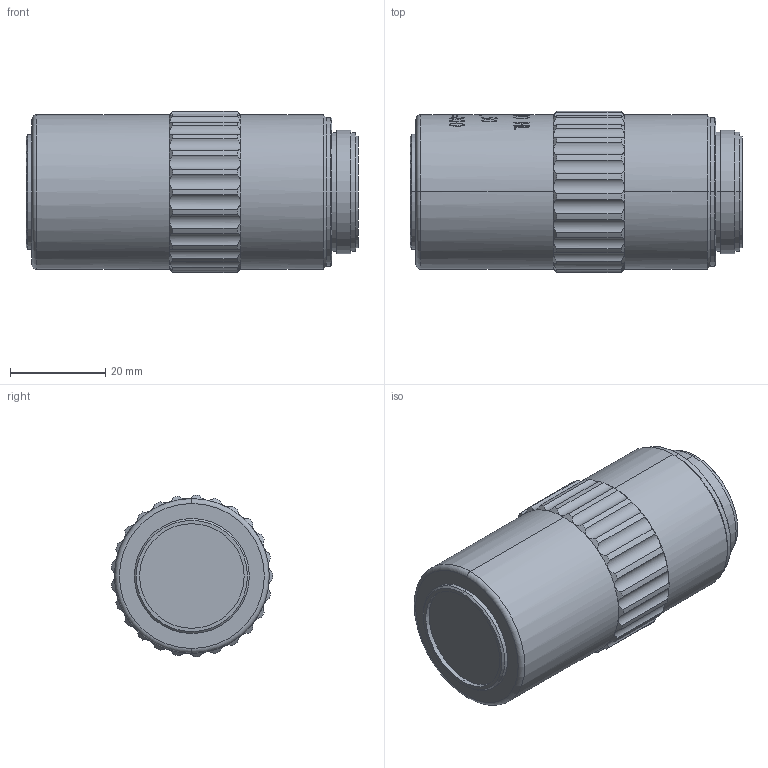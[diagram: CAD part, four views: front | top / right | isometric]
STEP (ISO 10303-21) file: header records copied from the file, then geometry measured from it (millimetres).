
FILE_DESCRIPTION (( 'STEP AP214' ), '1' );
FILE_NAME ('690018湍攷.STEP', '2022-04-07T06:00:52', ( '' ), ( '' ), 'SwSTEP 2.0', 'SolidWorks 2020', '' );
FILE_SCHEMA (( 'AUTOMOTIVE_DESIGN' ));
Length unit declared in the file: millimetre
Products named in the file (1): 690018湍攷
Bounding box: 69.85 x 33.93 x 33.99 mm (x, y, z)
Volume: 55762.3 mm3; surface area: 9065.9 mm2
Topology: 1 solids, 1 shells, 611 faces, 1627 edges, 1064 vertices
Faces by surface type: bspline 390, cylinder 115, cone 58, plane 46, torus 2
Entity records: 54886 total; most frequent: CARTESIAN_POINT 43274, ORIENTED_EDGE 3254, EDGE_CURVE 1627, B_SPLINE_CURVE_WITH_KNOTS 1314, VERTEX_POINT 1064, DIRECTION 931, EDGE_LOOP 657, ADVANCED_FACE 611
